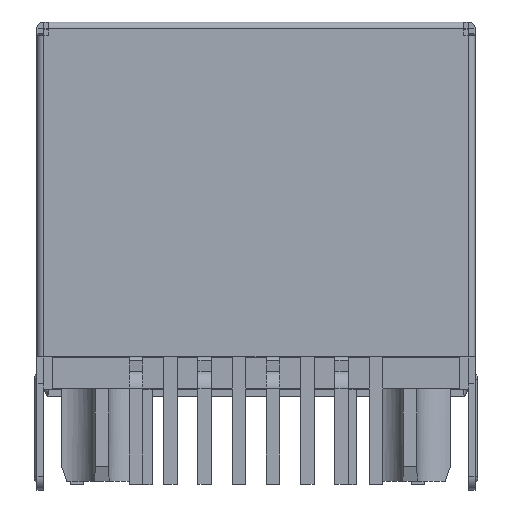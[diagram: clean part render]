
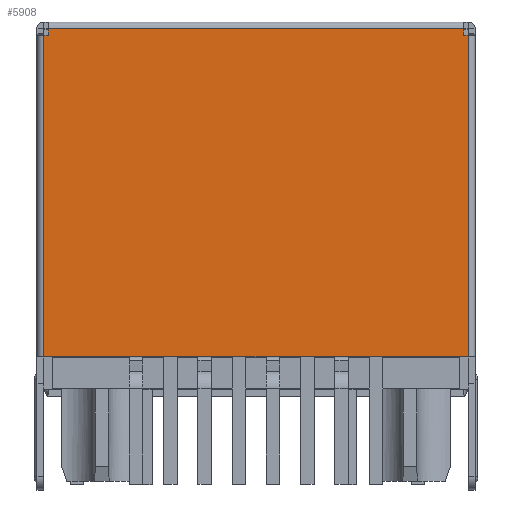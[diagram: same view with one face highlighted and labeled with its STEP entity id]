
A CAD part, top view. The second image highlights one B-rep face of the part: STEP entity #5908.
In plain terms, the highlighted planar face has unit normal (0, 0, 1).
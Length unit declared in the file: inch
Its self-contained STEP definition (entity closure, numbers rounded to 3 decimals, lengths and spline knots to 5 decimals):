
#341 = VERTEX_POINT ( 'NONE', #4614 ) ;
#919 = EDGE_CURVE ( 'NONE', #9263, #3322, #1069, .T. ) ;
#987 = VERTEX_POINT ( 'NONE', #11380 ) ;
#1069 = LINE ( 'NONE', #8767, #8499 ) ;
#1340 = CARTESIAN_POINT ( 'NONE',  ( -0.3032, 0.25281, 0.85 ) ) ;
#1675 = DIRECTION ( 'NONE',  ( 0., 1., 0. ) ) ;
#1844 = CARTESIAN_POINT ( 'NONE',  ( 0., 0., 0.85 ) ) ;
#1904 = LINE ( 'NONE', #9882, #8991 ) ;
#2028 = VERTEX_POINT ( 'NONE', #9648 ) ;
#2133 = CARTESIAN_POINT ( 'NONE',  ( -0.31016, 0.25281, 0.85 ) ) ;
#2774 = DIRECTION ( 'NONE',  ( -1., 0., 0. ) ) ;
#2908 = CARTESIAN_POINT ( 'NONE',  ( 0.3032, 0.25281, 0.85 ) ) ;
#3278 = EDGE_CURVE ( 'NONE', #341, #5535, #4708, .T. ) ;
#3284 = ORIENTED_EDGE ( 'NONE', *, *, #5447, .T. ) ;
#3322 = VERTEX_POINT ( 'NONE', #2133 ) ;
#3323 = ORIENTED_EDGE ( 'NONE', *, *, #3278, .T. ) ;
#3358 = VECTOR ( 'NONE', #6283, 39.37008 ) ;
#3385 = VECTOR ( 'NONE', #6188, 39.37008 ) ;
#3581 = CARTESIAN_POINT ( 'NONE',  ( -0.31016, -0.21633, 0.85 ) ) ;
#3765 = VERTEX_POINT ( 'NONE', #1340 ) ;
#3860 = LINE ( 'NONE', #4260, #3358 ) ;
#3897 = PLANE ( 'NONE',  #10808 ) ;
#4260 = CARTESIAN_POINT ( 'NONE',  ( 0.31016, 0., 0.85 ) ) ;
#4592 = CARTESIAN_POINT ( 'NONE',  ( 0.3032, 0.26266, 0.85 ) ) ;
#4614 = CARTESIAN_POINT ( 'NONE',  ( 0.31016, 0.25281, 0.85 ) ) ;
#4708 = LINE ( 'NONE', #6216, #10174 ) ;
#4978 = FACE_OUTER_BOUND ( 'NONE', #8279, .T. ) ;
#4982 = DIRECTION ( 'NONE',  ( 0., 0., -1. ) ) ;
#5112 = LINE ( 'NONE', #8250, #12203 ) ;
#5349 = DIRECTION ( 'NONE',  ( 0., 1., 0. ) ) ;
#5447 = EDGE_CURVE ( 'NONE', #2028, #3765, #1904, .T. ) ;
#5535 = VERTEX_POINT ( 'NONE', #2908 ) ;
#5538 = LINE ( 'NONE', #6823, #7283 ) ;
#5813 = LINE ( 'NONE', #10294, #3385 ) ;
#5890 = CARTESIAN_POINT ( 'NONE',  ( -0.3032, 0.25281, 0.85 ) ) ;
#5908 = ADVANCED_FACE ( 'NONE', ( #4978 ), #3897, .F. ) ;
#6168 = ORIENTED_EDGE ( 'NONE', *, *, #11611, .T. ) ;
#6188 = DIRECTION ( 'NONE',  ( -1., 0., 0. ) ) ;
#6216 = CARTESIAN_POINT ( 'NONE',  ( 0.3032, 0.25281, 0.85 ) ) ;
#6283 = DIRECTION ( 'NONE',  ( 0., -1., 0. ) ) ;
#6756 = VERTEX_POINT ( 'NONE', #4592 ) ;
#6823 = CARTESIAN_POINT ( 'NONE',  ( 0., -0.21633, 0.85 ) ) ;
#7283 = VECTOR ( 'NONE', #9843, 39.37008 ) ;
#7849 = DIRECTION ( 'NONE',  ( 0., -1., 0. ) ) ;
#8002 = ORIENTED_EDGE ( 'NONE', *, *, #11150, .T. ) ;
#8250 = CARTESIAN_POINT ( 'NONE',  ( 0.3032, 0., 0.85 ) ) ;
#8279 = EDGE_LOOP ( 'NONE', ( #9899, #3323, #8002, #6168, #3284, #11218, #10412, #13356 ) ) ;
#8373 = EDGE_CURVE ( 'NONE', #9263, #987, #5538, .T. ) ;
#8430 = EDGE_CURVE ( 'NONE', #3765, #3322, #9873, .T. ) ;
#8499 = VECTOR ( 'NONE', #1675, 39.37008 ) ;
#8767 = CARTESIAN_POINT ( 'NONE',  ( -0.31016, 0., 0.85 ) ) ;
#8991 = VECTOR ( 'NONE', #7849, 39.37008 ) ;
#9263 = VERTEX_POINT ( 'NONE', #3581 ) ;
#9340 = DIRECTION ( 'NONE',  ( -1., 0., 0. ) ) ;
#9648 = CARTESIAN_POINT ( 'NONE',  ( -0.3032, 0.26266, 0.85 ) ) ;
#9843 = DIRECTION ( 'NONE',  ( 1., 0., 0. ) ) ;
#9873 = LINE ( 'NONE', #5890, #12145 ) ;
#9882 = CARTESIAN_POINT ( 'NONE',  ( -0.3032, 0., 0.85 ) ) ;
#9899 = ORIENTED_EDGE ( 'NONE', *, *, #12231, .F. ) ;
#10174 = VECTOR ( 'NONE', #9340, 39.37008 ) ;
#10294 = CARTESIAN_POINT ( 'NONE',  ( 0., 0.26266, 0.85 ) ) ;
#10412 = ORIENTED_EDGE ( 'NONE', *, *, #919, .F. ) ;
#10808 = AXIS2_PLACEMENT_3D ( 'NONE', #1844, #4982, #13203 ) ;
#11150 = EDGE_CURVE ( 'NONE', #5535, #6756, #5112, .T. ) ;
#11218 = ORIENTED_EDGE ( 'NONE', *, *, #8430, .T. ) ;
#11380 = CARTESIAN_POINT ( 'NONE',  ( 0.31016, -0.21633, 0.85 ) ) ;
#11611 = EDGE_CURVE ( 'NONE', #6756, #2028, #5813, .T. ) ;
#12145 = VECTOR ( 'NONE', #2774, 39.37008 ) ;
#12203 = VECTOR ( 'NONE', #5349, 39.37008 ) ;
#12231 = EDGE_CURVE ( 'NONE', #341, #987, #3860, .T. ) ;
#13203 = DIRECTION ( 'NONE',  ( 0., 1., 0. ) ) ;
#13356 = ORIENTED_EDGE ( 'NONE', *, *, #8373, .T. ) ;
